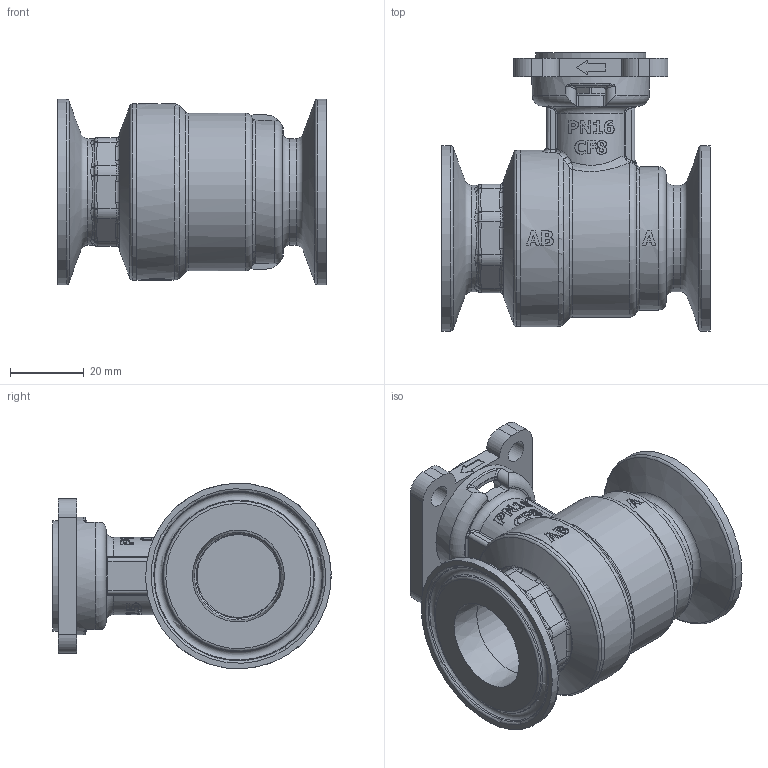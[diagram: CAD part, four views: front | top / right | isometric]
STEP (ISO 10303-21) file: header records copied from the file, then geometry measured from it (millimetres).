
FILE_DESCRIPTION(/* description */ (''),/* implementation_level */ '2;1');
FILE_NAME(/* name */ '14667-00CAD-DN25.stp',/* time_stamp */ '2025-02-24T11:40:35+08:00',/* author */ (''),/* organization */ ('BELIMO Automation AG'),/* preprocessor_version */ 'ST-DEVELOPER v18.102',/* originating_system */ 'SIEMENS PLM Software NX2206.8101',/* authorisation */ '');
FILE_SCHEMA (('AUTOMOTIVE_DESIGN { 1 0 10303 214 3 1 1 1 }'));
Length unit declared in the file: millimetre
Products named in the file (1): 14667-00CAD-DN25
Bounding box: 73 x 75.75 x 50.5 mm (x, y, z)
Volume: 114174.7 mm3; surface area: 34559.4 mm2
Topology: 4 solids, 6 shells, 762 faces, 1930 edges, 1207 vertices
Faces by surface type: plane 269, cylinder 268, bspline 92, torus 60, cone 53, extrusion 15, sphere 5
Full cylindrical faces by diameter (mm): 3.3 x1, 5 x1, 6 x4, 13.5 x1, 15.5 x1, 22.5 x2, 24 x1, 26 x1, 28 x1, 29 x2, 30 x1, 32 x1, 34 x1, 39 x1, 45 x1, 48 x2, 50.5 x2
Entity records: 28412 total; most frequent: CARTESIAN_POINT 12070, ORIENTED_EDGE 3688, DIRECTION 2816, EDGE_CURVE 1844, VERTEX_POINT 1190, AXIS2_PLACEMENT_3D 1125, EDGE_LOOP 873, B_SPLINE_CURVE_WITH_KNOTS 817
